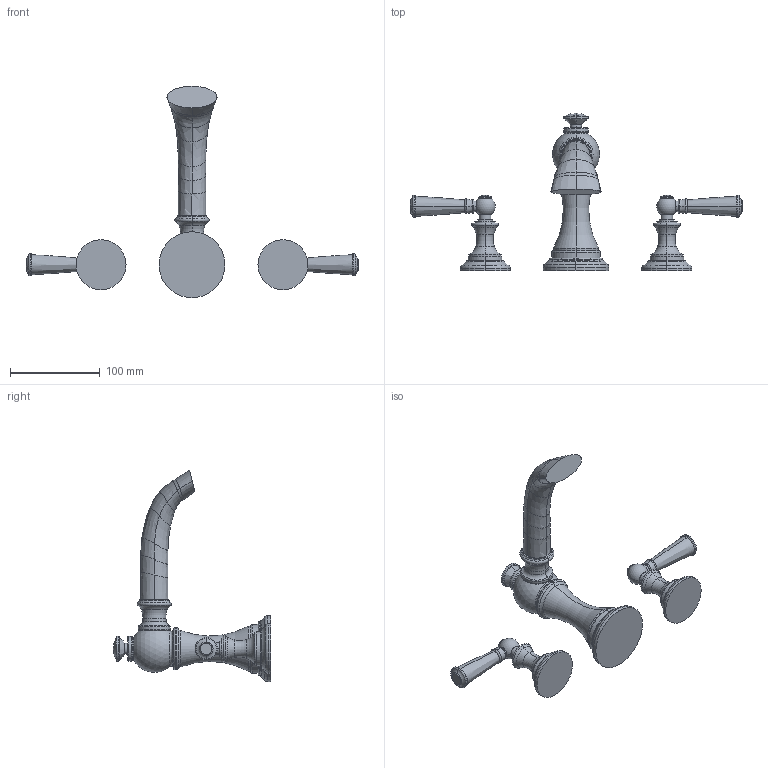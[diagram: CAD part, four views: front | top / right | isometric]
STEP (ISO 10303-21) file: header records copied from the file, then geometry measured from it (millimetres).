
FILE_DESCRIPTION((''),'2;1');
FILE_NAME('3-2456','2021-03-12T14:48:48',('jinson.thomas'),(''),'CREO PARAMETRIC BY PTC INC, 2018400','CREO PARAMETRIC BY PTC INC, 2018400','');
FILE_SCHEMA(('CONFIG_CONTROL_DESIGN'));
Length unit declared in the file: inch
Products named in the file (1): 3-2456
Bounding box: 370.84 x 175.77 x 236.16 mm (x, y, z)
Volume: 528702.9 mm3; surface area: 81333.8 mm2
Topology: 3 solids, 3 shells, 271 faces, 547 edges, 303 vertices
Faces by surface type: torus 128, cylinder 56, bspline 38, plane 33, sphere 12, cone 4
Entity records: 8922 total; most frequent: CARTESIAN_POINT 3193, DIRECTION 1362, ORIENTED_EDGE 1082, AXIS2_PLACEMENT_3D 646, EDGE_CURVE 541, CIRCLE 413, VERTEX_POINT 303, EDGE_LOOP 298
